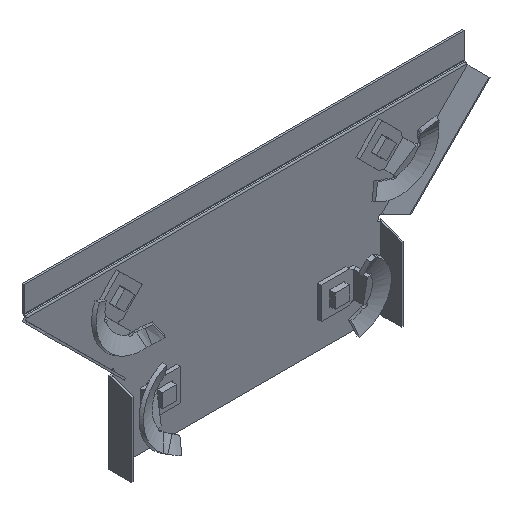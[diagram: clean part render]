
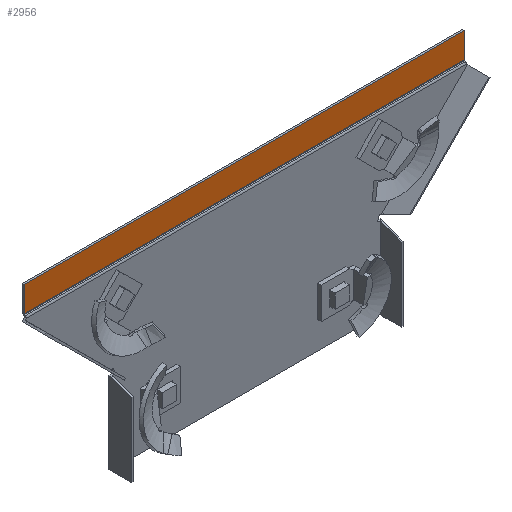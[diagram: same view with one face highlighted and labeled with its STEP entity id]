
A CAD part, isometric view. The second image highlights one B-rep face of the part: STEP entity #2956.
In plain terms, the highlighted planar face has unit normal (0, -1, 0).
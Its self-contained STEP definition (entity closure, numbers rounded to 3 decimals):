
#131 = ORIENTED_EDGE ( 'NONE', *, *, #3059, .F. ) ;
#389 = ORIENTED_EDGE ( 'NONE', *, *, #1188, .F. ) ;
#474 = LINE ( 'NONE', #1741, #4073 ) ;
#482 = AXIS2_PLACEMENT_3D ( 'NONE', #4724, #4700, #5593 ) ;
#712 = LINE ( 'NONE', #3316, #871 ) ;
#738 = CARTESIAN_POINT ( 'NONE',  ( -125., -0.066, -14.527 ) ) ;
#871 = VECTOR ( 'NONE', #2509, 1000. ) ;
#924 = VERTEX_POINT ( 'NONE', #6050 ) ;
#1188 = EDGE_CURVE ( 'NONE', #5741, #924, #712, .T. ) ;
#1390 = FACE_OUTER_BOUND ( 'NONE', #6152, .T. ) ;
#1592 = ORIENTED_EDGE ( 'NONE', *, *, #2944, .F. ) ;
#1741 = CARTESIAN_POINT ( 'NONE',  ( 125., -0.066, -0.144 ) ) ;
#2069 = VECTOR ( 'NONE', #6083, 1000. ) ;
#2233 = PLANE ( 'NONE',  #482 ) ;
#2509 = DIRECTION ( 'NONE',  ( 0., 0., 1. ) ) ;
#2663 = ORIENTED_EDGE ( 'NONE', *, *, #3386, .T. ) ;
#2787 = CARTESIAN_POINT ( 'NONE',  ( -125., -0.066, -14.527 ) ) ;
#2790 = CARTESIAN_POINT ( 'NONE',  ( 125., -0.066, -0.144 ) ) ;
#2919 = VECTOR ( 'NONE', #3287, 1000. ) ;
#2944 = EDGE_CURVE ( 'NONE', #5823, #2974, #4652, .T. ) ;
#2956 = ADVANCED_FACE ( 'NONE', ( #1390 ), #2233, .T. ) ;
#2974 = VERTEX_POINT ( 'NONE', #5091 ) ;
#3059 = EDGE_CURVE ( 'NONE', #924, #5823, #474, .T. ) ;
#3287 = DIRECTION ( 'NONE',  ( 1., 0., 0. ) ) ;
#3316 = CARTESIAN_POINT ( 'NONE',  ( -125., -0.066, -0.144 ) ) ;
#3386 = EDGE_CURVE ( 'NONE', #5741, #2974, #6074, .T. ) ;
#4073 = VECTOR ( 'NONE', #4204, 1000. ) ;
#4204 = DIRECTION ( 'NONE',  ( 1., 0., 0. ) ) ;
#4550 = CARTESIAN_POINT ( 'NONE',  ( 125., -0.066, -0.144 ) ) ;
#4652 = LINE ( 'NONE', #4550, #2069 ) ;
#4700 = DIRECTION ( 'NONE',  ( 0., -1., 0. ) ) ;
#4724 = CARTESIAN_POINT ( 'NONE',  ( -125., -0.066, -115.344 ) ) ;
#5091 = CARTESIAN_POINT ( 'NONE',  ( 125., -0.066, -14.527 ) ) ;
#5593 = DIRECTION ( 'NONE',  ( 0., 0., -1. ) ) ;
#5741 = VERTEX_POINT ( 'NONE', #738 ) ;
#5823 = VERTEX_POINT ( 'NONE', #2790 ) ;
#6050 = CARTESIAN_POINT ( 'NONE',  ( -125., -0.066, -0.144 ) ) ;
#6074 = LINE ( 'NONE', #2787, #2919 ) ;
#6083 = DIRECTION ( 'NONE',  ( 0., 0., -1. ) ) ;
#6152 = EDGE_LOOP ( 'NONE', ( #389, #2663, #1592, #131 ) ) ;
